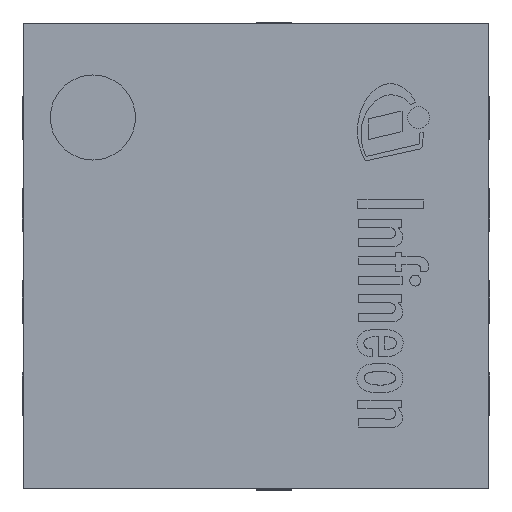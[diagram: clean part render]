
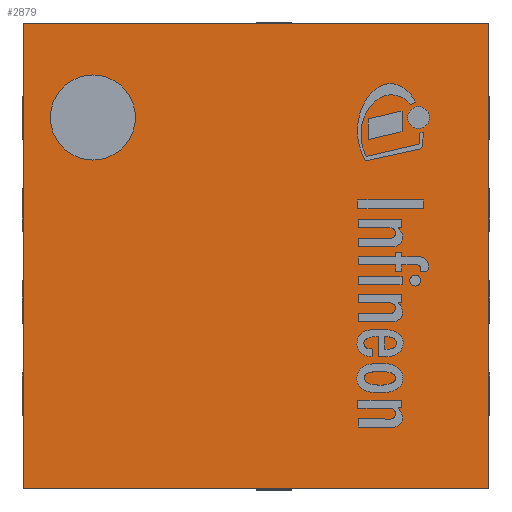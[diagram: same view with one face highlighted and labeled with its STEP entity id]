
A CAD part, top view. The second image highlights one B-rep face of the part: STEP entity #2879.
In plain terms, the highlighted planar face has unit normal (0, 0, 1).
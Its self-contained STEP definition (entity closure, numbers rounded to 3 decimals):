
#101=LINE('',#3948,#469);
#104=LINE('',#3954,#472);
#107=LINE('',#3960,#475);
#110=LINE('',#3964,#478);
#469=VECTOR('',#3244,1.);
#472=VECTOR('',#3249,1.);
#475=VECTOR('',#3254,1.);
#478=VECTOR('',#3259,1.);
#841=PLANE('',#3072);
#988=FACE_BOUND('',#1178,.T.);
#1003=FACE_OUTER_BOUND('',#1177,.T.);
#1177=EDGE_LOOP('',(#2070,#2071,#2072,#2073));
#1178=EDGE_LOOP('',(#2074));
#1351=CIRCLE('',#3064,0.3);
#1361=VERTEX_POINT('',#3936);
#1365=VERTEX_POINT('',#3945);
#1366=VERTEX_POINT('',#3947);
#1368=VERTEX_POINT('',#3953);
#1370=VERTEX_POINT('',#3959);
#1637=EDGE_CURVE('',#1361,#1361,#1351,.T.);
#1641=EDGE_CURVE('',#1366,#1365,#101,.T.);
#1644=EDGE_CURVE('',#1368,#1366,#104,.T.);
#1647=EDGE_CURVE('',#1370,#1368,#107,.T.);
#1650=EDGE_CURVE('',#1365,#1370,#110,.T.);
#2070=ORIENTED_EDGE('',*,*,#1650,.T.);
#2071=ORIENTED_EDGE('',*,*,#1647,.T.);
#2072=ORIENTED_EDGE('',*,*,#1644,.T.);
#2073=ORIENTED_EDGE('',*,*,#1641,.T.);
#2074=ORIENTED_EDGE('',*,*,#1637,.T.);
#2879=ADVANCED_FACE('',(#1003,#988),#841,.T.);
#3064=AXIS2_PLACEMENT_3D('',#3937,#3234,#3235);
#3072=AXIS2_PLACEMENT_3D('',#3966,#3262,#3263);
#3234=DIRECTION('center_axis',(0.,0.,-1.));
#3235=DIRECTION('ref_axis',(-1.,0.,0.));
#3244=DIRECTION('',(1.,0.,0.));
#3249=DIRECTION('',(0.,-1.,0.));
#3254=DIRECTION('',(-1.,0.,0.));
#3259=DIRECTION('',(0.,1.,0.));
#3262=DIRECTION('center_axis',(0.,0.,1.));
#3263=DIRECTION('ref_axis',(1.,0.,0.));
#3936=CARTESIAN_POINT('',(-0.85,0.975,1.1));
#3937=CARTESIAN_POINT('Origin',(-1.15,0.975,1.1));
#3945=CARTESIAN_POINT('',(1.64,-1.64,1.1));
#3947=CARTESIAN_POINT('',(-1.64,-1.64,1.1));
#3948=CARTESIAN_POINT('',(1.64,-1.64,1.1));
#3953=CARTESIAN_POINT('',(-1.64,1.64,1.1));
#3954=CARTESIAN_POINT('',(-1.64,-1.64,1.1));
#3959=CARTESIAN_POINT('',(1.64,1.64,1.1));
#3960=CARTESIAN_POINT('',(-1.64,1.64,1.1));
#3964=CARTESIAN_POINT('',(1.64,1.64,1.1));
#3966=CARTESIAN_POINT('Origin',(0.,0.,1.1));
